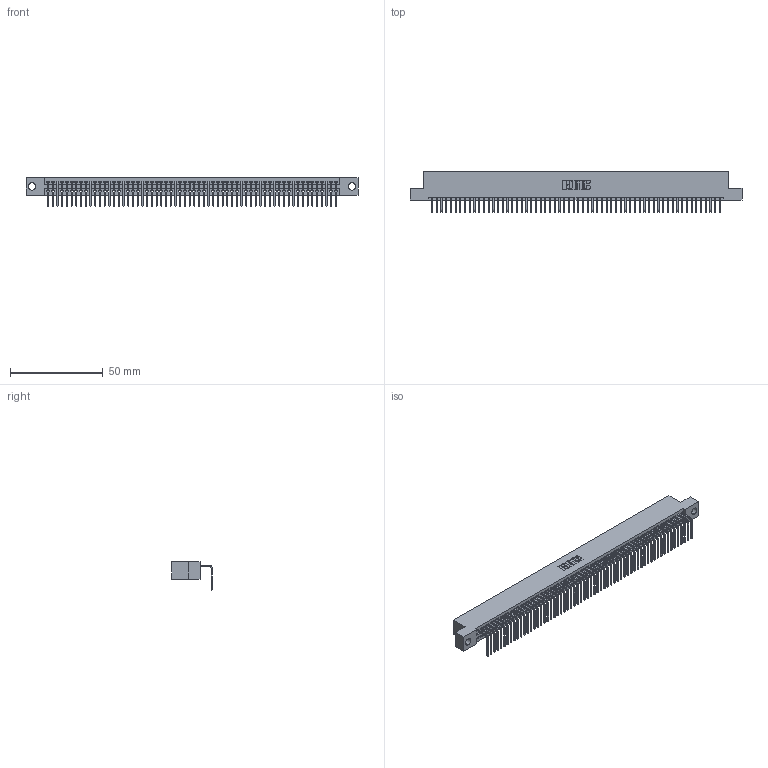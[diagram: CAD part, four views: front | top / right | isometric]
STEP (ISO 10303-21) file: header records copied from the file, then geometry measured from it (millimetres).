
FILE_DESCRIPTION (( 'STEP AP203' ), '1' );
FILE_NAME ('395-062-558-104.STEP', '2018-11-24T05:21:47', ( '' ), ( '' ), 'SwSTEP 2.0', 'SolidWorks 2016', '' );
FILE_SCHEMA (( 'CONFIG_CONTROL_DESIGN' ));
Length unit declared in the file: inch
Products named in the file (3): 345-292-001_558 Tail - 2; 345 Part_Flush Mounting Lugs - 0.156 Dia-TH; 395-062-558-104
Assembly tree (63 placements, depth 2):
  395-062-558-104
    345 Part_Flush Mounting Lugs - 0.156 Dia-TH
    345-292-001_558 Tail - 2  x62
Bounding box: 178.69 x 21.83 x 15.37 mm (x, y, z)
Volume: 17254.6 mm3; surface area: 24224.2 mm2
Topology: 63 solids, 63 shells, 3846 faces, 11625 edges, 7666 vertices
Faces by surface type: plane 2684, cylinder 1162
Entity records: 44057 total; most frequent: CARTESIAN_POINT 7638, ORIENTED_EDGE 7634, DIRECTION 6641, EDGE_CURVE 3817, LINE 3437, VECTOR 3437, VERTEX_POINT 2542, AXIS2_PLACEMENT_3D 1602
